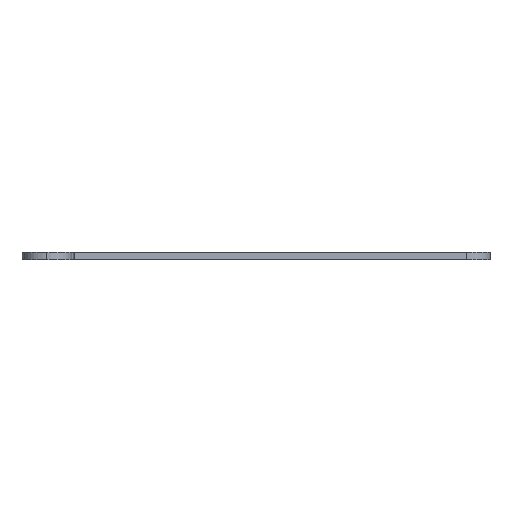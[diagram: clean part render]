
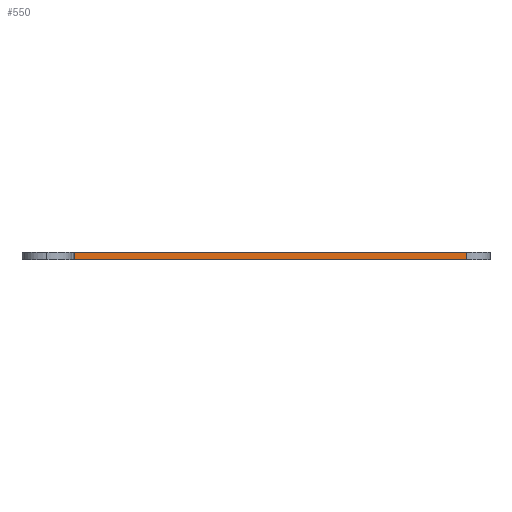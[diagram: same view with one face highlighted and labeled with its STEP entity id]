
A CAD part, left-side view. The second image highlights one B-rep face of the part: STEP entity #550.
In plain terms, the highlighted planar face has unit normal (-0.999, -0.055, 0).
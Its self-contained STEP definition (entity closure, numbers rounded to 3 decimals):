
#103 = VECTOR ( 'NONE', #3425, 1000. ) ;
#439 = VECTOR ( 'NONE', #4638, 1000. ) ;
#498 = EDGE_CURVE ( 'NONE', #2971, #5279, #3324, .T. ) ;
#550 = ADVANCED_FACE ( 'NONE', ( #6420 ), #1841, .F. ) ;
#604 = VERTEX_POINT ( 'NONE', #4838 ) ;
#768 = CARTESIAN_POINT ( 'NONE',  ( -7.503, -166.116, 3. ) ) ;
#1264 = VERTEX_POINT ( 'NONE', #5086 ) ;
#1397 = AXIS2_PLACEMENT_3D ( 'NONE', #6459, #3065, #3029 ) ;
#1494 = EDGE_CURVE ( 'NONE', #1264, #2971, #3014, .T. ) ;
#1602 = EDGE_CURVE ( 'NONE', #604, #5279, #2097, .T. ) ;
#1841 = PLANE ( 'NONE',  #1397 ) ;
#2097 = LINE ( 'NONE', #2549, #439 ) ;
#2372 = DIRECTION ( 'NONE',  ( 0.055, -0.999, 0. ) ) ;
#2424 = ORIENTED_EDGE ( 'NONE', *, *, #1494, .F. ) ;
#2549 = CARTESIAN_POINT ( 'NONE',  ( -7.503, -166.116, 0. ) ) ;
#2971 = VERTEX_POINT ( 'NONE', #4745 ) ;
#3014 = LINE ( 'NONE', #4027, #4513 ) ;
#3029 = DIRECTION ( 'NONE',  ( -0.055, 0.999, 0. ) ) ;
#3065 = DIRECTION ( 'NONE',  ( 0.999, 0.055, 0. ) ) ;
#3324 = LINE ( 'NONE', #768, #103 ) ;
#3425 = DIRECTION ( 'NONE',  ( 0., 0., -1. ) ) ;
#3450 = ORIENTED_EDGE ( 'NONE', *, *, #498, .F. ) ;
#3594 = ORIENTED_EDGE ( 'NONE', *, *, #5508, .T. ) ;
#3854 = LINE ( 'NONE', #5753, #5589 ) ;
#3938 = CARTESIAN_POINT ( 'NONE',  ( -7.503, -166.116, 0. ) ) ;
#4027 = CARTESIAN_POINT ( 'NONE',  ( -7.503, -166.116, 3. ) ) ;
#4224 = DIRECTION ( 'NONE',  ( 0., 0., -1. ) ) ;
#4513 = VECTOR ( 'NONE', #2372, 1000. ) ;
#4632 = EDGE_LOOP ( 'NONE', ( #5139, #3450, #2424, #3594 ) ) ;
#4638 = DIRECTION ( 'NONE',  ( 0.055, -0.999, 0. ) ) ;
#4745 = CARTESIAN_POINT ( 'NONE',  ( -7.503, -166.116, 3. ) ) ;
#4838 = CARTESIAN_POINT ( 'NONE',  ( -16.131, -8.748, 0. ) ) ;
#5086 = CARTESIAN_POINT ( 'NONE',  ( -16.131, -8.748, 3. ) ) ;
#5139 = ORIENTED_EDGE ( 'NONE', *, *, #1602, .T. ) ;
#5279 = VERTEX_POINT ( 'NONE', #3938 ) ;
#5508 = EDGE_CURVE ( 'NONE', #1264, #604, #3854, .T. ) ;
#5589 = VECTOR ( 'NONE', #4224, 1000. ) ;
#5753 = CARTESIAN_POINT ( 'NONE',  ( -16.131, -8.748, 3. ) ) ;
#6420 = FACE_OUTER_BOUND ( 'NONE', #4632, .T. ) ;
#6459 = CARTESIAN_POINT ( 'NONE',  ( -7.503, -166.116, 3. ) ) ;
